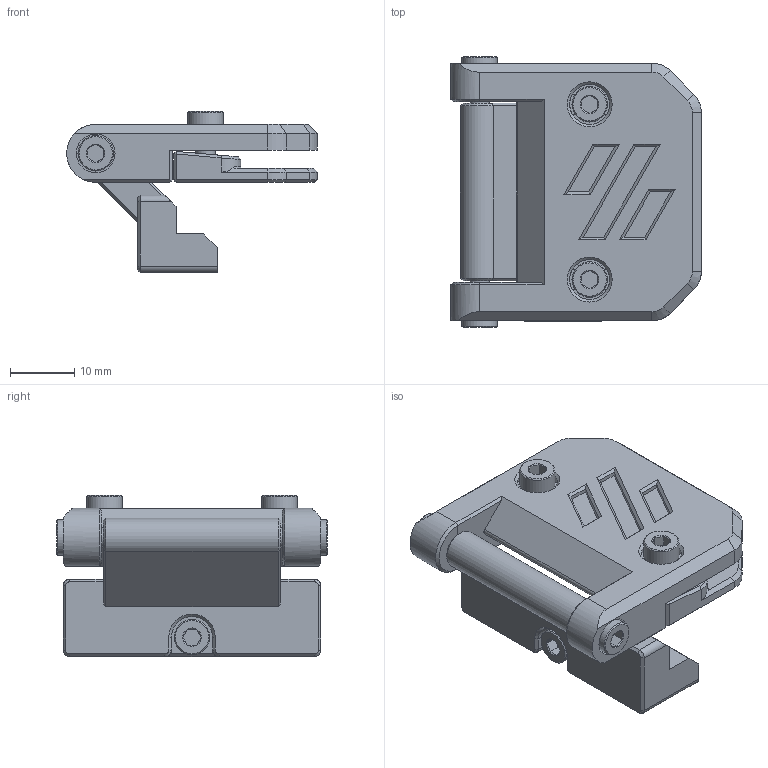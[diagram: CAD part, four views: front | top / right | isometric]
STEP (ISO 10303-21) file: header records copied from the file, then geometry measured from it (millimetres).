
FILE_DESCRIPTION(/* description */ (''),/* implementation_level */ '2;1');
FILE_NAME(/* name */ '270-Clamping-Hinge.step',/* time_stamp */ '2021-10-28T15:35:40+01:00',/* author */ (''),/* organization */ (''),/* preprocessor_version */ 'ST-DEVELOPER v18.1',/* originating_system */ 'Autodesk Translation Framework v10.10.0.1391',/* authorisation */ '');
FILE_SCHEMA (('AUTOMOTIVE_DESIGN { 1 0 10303 214 3 1 1 }'));
Length unit declared in the file: millimetre
Products named in the file (12): 270-Clamping-Hinge; Hinge; Clamp; Top; Bottom; SideMount; M3x8 SHCS Collection; M3x8 SHCS (2) v1; M3x8 SHCS (2) v1 (1); M3x8 SHCS (2) v1 (2); M3x8 SHCS (2) v1 (3); M3x8 SHCS (2) v1 (4)
Assembly tree (11 placements, depth 4):
  270-Clamping-Hinge
    Hinge
      Clamp
        Top
        Bottom
      SideMount
    M3x8 SHCS Collection
      M3x8 SHCS (2) v1
      M3x8 SHCS (2) v1 (1)
      M3x8 SHCS (2) v1 (2)
      M3x8 SHCS (2) v1 (3)
      M3x8 SHCS (2) v1 (4)
Bounding box: 38.9 x 42 x 25 mm (x, y, z)
Volume: 14329.6 mm3; surface area: 9872.1 mm2
Topology: 8 solids, 8 shells, 373 faces, 862 edges, 519 vertices
Faces by surface type: plane 249, cone 75, cylinder 43, bspline 6
Full cylindrical faces by diameter (mm): 2.8 x1, 3 x5, 3.1 x1, 3.2 x4, 3.4 x1, 3.5 x1, 5.5 x5, 6 x2, 6.2 x2
Entity records: 10843 total; most frequent: CARTESIAN_POINT 2073, DIRECTION 1788, ORIENTED_EDGE 1722, EDGE_CURVE 861, LINE 616, VECTOR 616, AXIS2_PLACEMENT_3D 586, VERTEX_POINT 519
